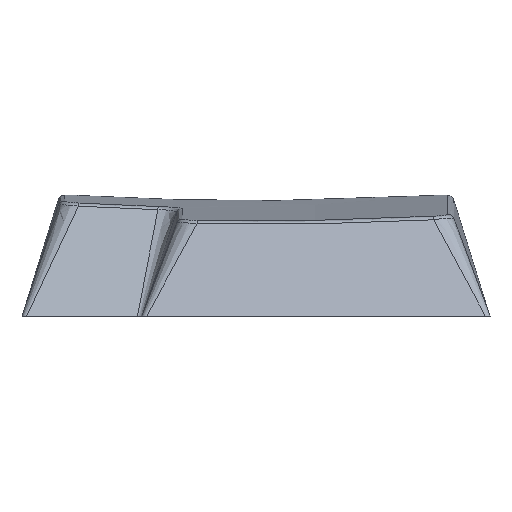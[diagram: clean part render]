
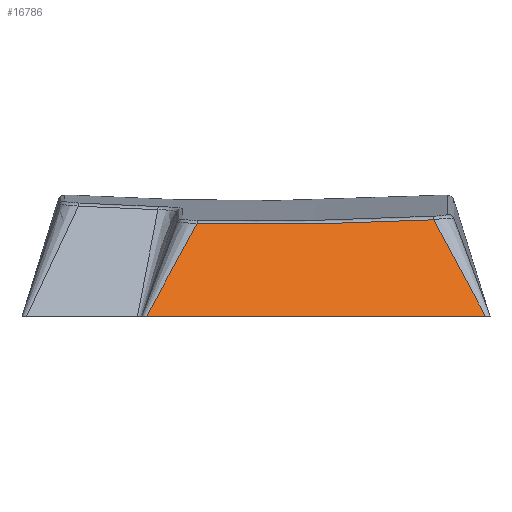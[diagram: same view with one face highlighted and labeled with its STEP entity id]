
A CAD part, top view. The second image highlights one B-rep face of the part: STEP entity #16786.
In plain terms, the highlighted planar face has unit normal (0, 0.423, 0.906).
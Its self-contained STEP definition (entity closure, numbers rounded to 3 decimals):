
#611 = CARTESIAN_POINT ( 'NONE',  ( -4.676, 7.315, 15.164 ) ) ;
#1257 = EDGE_CURVE ( 'NONE', #14233, #1994, #12147, .T. ) ;
#1994 = VERTEX_POINT ( 'NONE', #8551 ) ;
#2256 = VERTEX_POINT ( 'NONE', #6988 ) ;
#2904 = CARTESIAN_POINT ( 'NONE',  ( 16.752, 2.688, 17.321 ) ) ;
#3271 = CARTESIAN_POINT ( 'NONE',  ( 1.581, 7.206, 15.215 ) ) ;
#3577 = VERTEX_POINT ( 'NONE', #13746 ) ;
#4620 = CARTESIAN_POINT ( 'NONE',  ( -4.676, 7.315, 15.164 ) ) ;
#4772 = VECTOR ( 'NONE', #10518, 1000. ) ;
#5009 = CARTESIAN_POINT ( 'NONE',  ( -6.048, 4.798, 16.338 ) ) ;
#5647 = DIRECTION ( 'NONE',  ( 0., 0.423, 0.906 ) ) ;
#6171 = CARTESIAN_POINT ( 'NONE',  ( -18.575, 0., 18.575 ) ) ;
#6988 = CARTESIAN_POINT ( 'NONE',  ( 18.211, 0., 18.575 ) ) ;
#7107 = FACE_OUTER_BOUND ( 'NONE', #12984, .T. ) ;
#7167 = CARTESIAN_POINT ( 'NONE',  ( 14.088, 7.645, 15.01 ) ) ;
#8551 = CARTESIAN_POINT ( 'NONE',  ( -8.686, 0., 18.575 ) ) ;
#8612 = CARTESIAN_POINT ( 'NONE',  ( 18.211, 0., 18.575 ) ) ;
#8735 = DIRECTION ( 'NONE',  ( 0., -0.906, 0.423 ) ) ;
#8804 = B_SPLINE_CURVE_WITH_KNOTS ( 'NONE', 3,
 ( #16598, #9260, #3271, #4620 ),
 .UNSPECIFIED., .F., .F.,
 ( 4, 4 ),
 ( 0., 0.019 ),
 .UNSPECIFIED. ) ;
#9260 = CARTESIAN_POINT ( 'NONE',  ( 7.84, 7.316, 15.164 ) ) ;
#9729 = B_SPLINE_CURVE_WITH_KNOTS ( 'NONE', 3,
 ( #8612, #2904, #16045, #7167 ),
 .UNSPECIFIED., .F., .F.,
 ( 4, 4 ),
 ( 0., 0.964 ),
 .UNSPECIFIED. ) ;
#10454 = AXIS2_PLACEMENT_3D ( 'NONE', #14632, #5647, #8735 ) ;
#10518 = DIRECTION ( 'NONE',  ( 1., 0., 0. ) ) ;
#10900 = CARTESIAN_POINT ( 'NONE',  ( -7.385, 2.359, 17.475 ) ) ;
#12147 = B_SPLINE_CURVE_WITH_KNOTS ( 'NONE', 3,
 ( #18226, #5009, #10900, #16779 ),
 .UNSPECIFIED., .F., .F.,
 ( 4, 4 ),
 ( 0.034, 1. ),
 .UNSPECIFIED. ) ;
#12830 = EDGE_CURVE ( 'NONE', #3577, #14233, #8804, .T. ) ;
#12984 = EDGE_LOOP ( 'NONE', ( #17796, #16511, #18320, #18351 ) ) ;
#13617 = LINE ( 'NONE', #6171, #4772 ) ;
#13746 = CARTESIAN_POINT ( 'NONE',  ( 14.088, 7.645, 15.01 ) ) ;
#14233 = VERTEX_POINT ( 'NONE', #611 ) ;
#14632 = CARTESIAN_POINT ( 'NONE',  ( 18.575, 7.115, 15.257 ) ) ;
#14748 = EDGE_CURVE ( 'NONE', #2256, #3577, #9729, .T. ) ;
#16045 = CARTESIAN_POINT ( 'NONE',  ( 15.377, 5.236, 16.133 ) ) ;
#16511 = ORIENTED_EDGE ( 'NONE', *, *, #12830, .T. ) ;
#16598 = CARTESIAN_POINT ( 'NONE',  ( 14.088, 7.645, 15.01 ) ) ;
#16779 = CARTESIAN_POINT ( 'NONE',  ( -8.686, 0., 18.575 ) ) ;
#16786 = ADVANCED_FACE ( 'NONE', ( #7107 ), #18868, .T. ) ;
#17796 = ORIENTED_EDGE ( 'NONE', *, *, #14748, .T. ) ;
#18226 = CARTESIAN_POINT ( 'NONE',  ( -4.676, 7.315, 15.164 ) ) ;
#18320 = ORIENTED_EDGE ( 'NONE', *, *, #1257, .T. ) ;
#18351 = ORIENTED_EDGE ( 'NONE', *, *, #18872, .T. ) ;
#18868 = PLANE ( 'NONE',  #10454 ) ;
#18872 = EDGE_CURVE ( 'NONE', #1994, #2256, #13617, .T. ) ;
